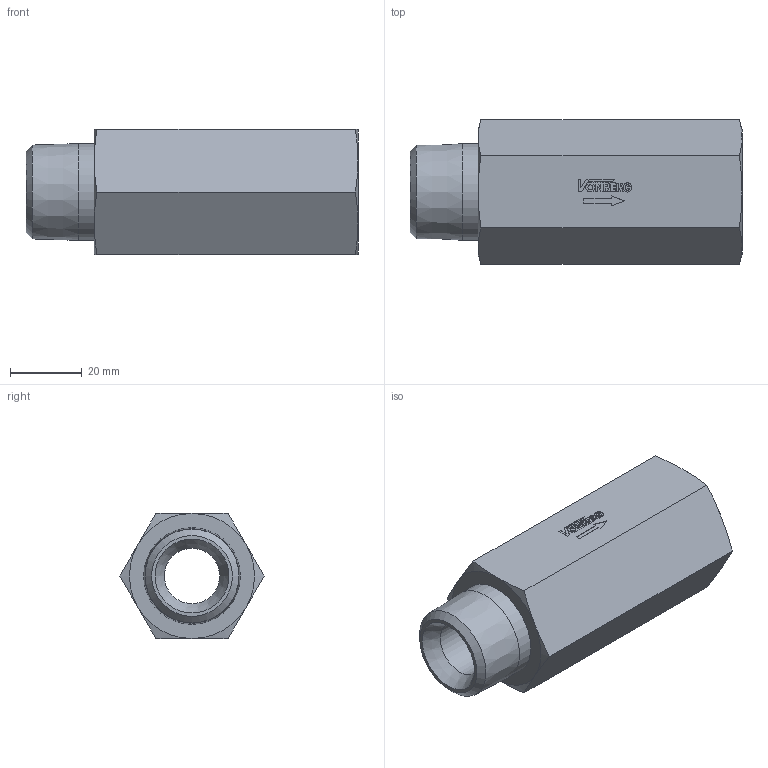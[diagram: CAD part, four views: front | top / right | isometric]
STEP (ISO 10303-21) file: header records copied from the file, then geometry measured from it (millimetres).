
FILE_DESCRIPTION((''),'2;1');
FILE_NAME('10301-506.stp','2015-01-02T14:20:24',('jml'),(''),'Autodesk Inventor 2010','Autodesk Inventor 2010','');
FILE_SCHEMA(('AUTOMOTIVE_DESIGN { 1 0 10303 214 1 1 1 1 }'));
Length unit declared in the file: inch
Products named in the file (1): 10301-506
Bounding box: 92.71 x 40.33 x 34.92 mm (x, y, z)
Volume: 63277.1 mm3; surface area: 17159.5 mm2
Topology: 1 solids, 1 shells, 130 faces, 324 edges, 211 vertices
Faces by surface type: plane 93, cylinder 19, cone 18
Full cylindrical faces by diameter (mm): 1.392 x1, 15.469 x1, 15.875 x1, 23.393 x1, 27 x1
Entity records: 3848 total; most frequent: CARTESIAN_POINT 695, ORIENTED_EDGE 618, DIRECTION 602, EDGE_CURVE 309, VECTOR 230, LINE 230, VERTEX_POINT 207, AXIS2_PLACEMENT_3D 186
